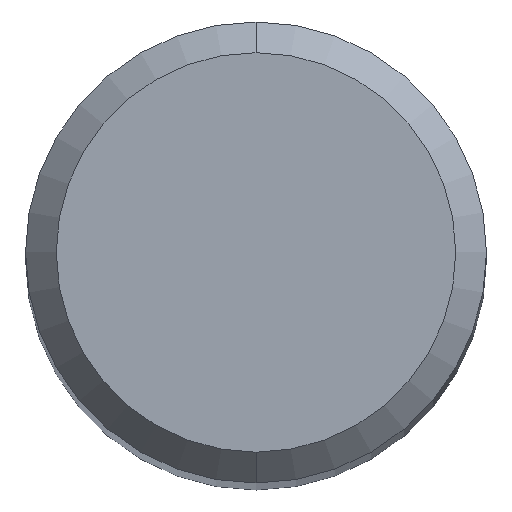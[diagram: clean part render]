
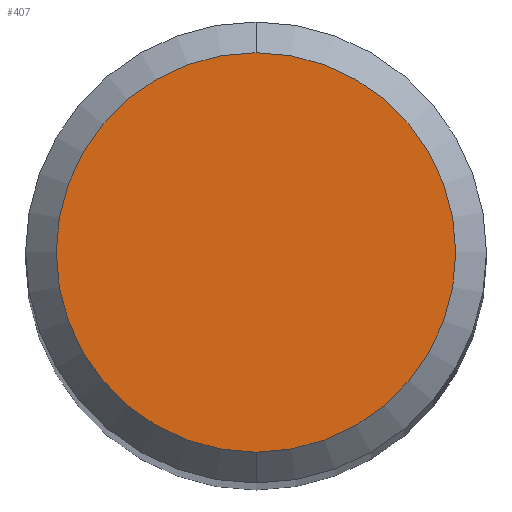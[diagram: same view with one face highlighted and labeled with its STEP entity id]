
A CAD part, top view. The second image highlights one B-rep face of the part: STEP entity #407.
In plain terms, the highlighted planar face has unit normal (0, 0, 1).
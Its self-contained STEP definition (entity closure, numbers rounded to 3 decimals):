
#407=ADVANCED_FACE('',(#1080),#1081,.T.);
#615=EDGE_CURVE('',#669,#895,#1310,.T.);
#669=VERTEX_POINT('',#1370);
#745=EDGE_CURVE('',#895,#669,#1452,.T.);
#895=VERTEX_POINT('',#1618);
#1080=FACE_OUTER_BOUND('',#1929,.T.);
#1081=PLANE('',#1930);
#1310=CIRCLE('',#2782,2.6);
#1370=CARTESIAN_POINT('',(0.,-2.6,0.0));
#1452=CIRCLE('',#3290,2.6);
#1618=CARTESIAN_POINT('',(0.0,2.6,0.0));
#1929=EDGE_LOOP('',(#4476,#4477));
#1930=AXIS2_PLACEMENT_3D('',#4478,#4479,#4480);
#2782=AXIS2_PLACEMENT_3D('',#4789,#4790,#4791);
#3290=AXIS2_PLACEMENT_3D('',#4951,#4952,#4953);
#4476=ORIENTED_EDGE('',*,*,#745,.F.);
#4477=ORIENTED_EDGE('',*,*,#615,.F.);
#4478=CARTESIAN_POINT('',(0.0,1.3,0.0));
#4479=DIRECTION('',(-0.0,0.0,1.0));
#4480=DIRECTION('',(0.0,-1.0,0.0));
#4789=CARTESIAN_POINT('',(0.0,0.0,0.0));
#4790=DIRECTION('',(0.0,0.0,-1.0));
#4791=DIRECTION('',(0.0,1.0,0.0));
#4951=CARTESIAN_POINT('',(0.0,0.0,0.0));
#4952=DIRECTION('',(0.0,0.0,-1.0));
#4953=DIRECTION('',(0.0,1.0,0.0));
